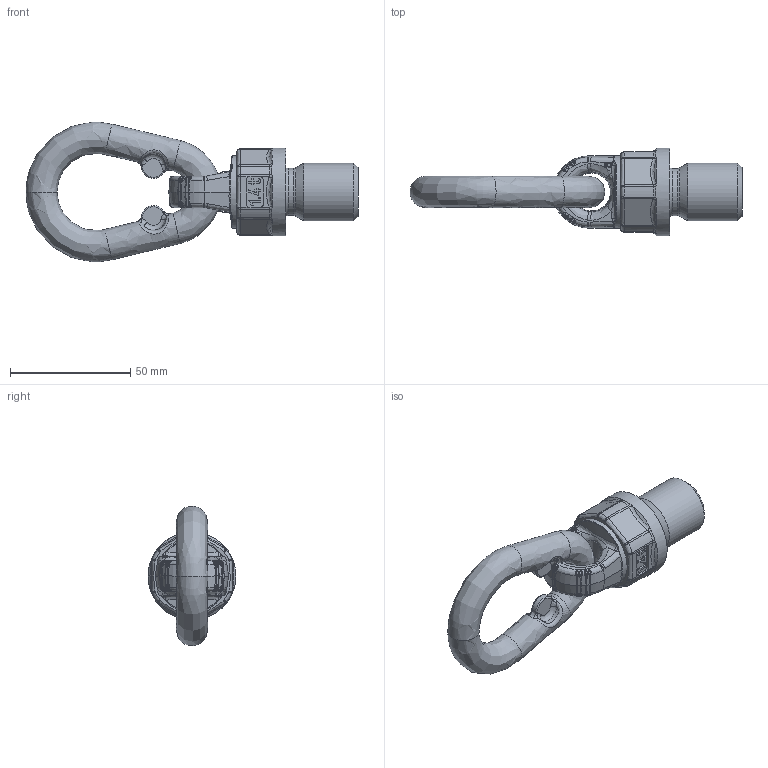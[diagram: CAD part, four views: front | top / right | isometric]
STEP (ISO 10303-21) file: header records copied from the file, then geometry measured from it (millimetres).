
FILE_DESCRIPTION((''),'2;1');
FILE_NAME('TP1_4_M24x30_senkrecht.stp','2012-07-13T12:24:35',('User'),('SDRC'),'I-DEAS Master Series 9','UNIX','Yes');
FILE_SCHEMA(('AUTOMOTIVE_DESIGN { 1 0 10303 214 1 1 1 1 }'));
Length unit declared in the file: millimetre
Products named in the file (1): TP1_4_M24x30_senkrecht
Bounding box: 137.98 x 36.5 x 57.95 mm (x, y, z)
Volume: 63882.3 mm3; surface area: 16344.4 mm2
Topology: 1 solids, 1 shells, 570 faces, 1420 edges, 837 vertices
Faces by surface type: bspline 570
Entity records: 23508 total; most frequent: CARTESIAN_POINT 14883, ORIENTED_EDGE 2788, EDGE_CURVE 1394, VERTEX_POINT 837, OVER_RIDING_STYLED_ITEM 671, EDGE_LOOP 587, FACE_OUTER_BOUND 570, ADVANCED_FACE 570
